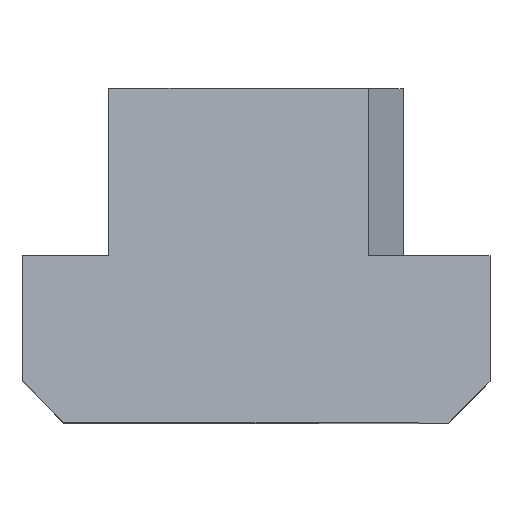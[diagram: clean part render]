
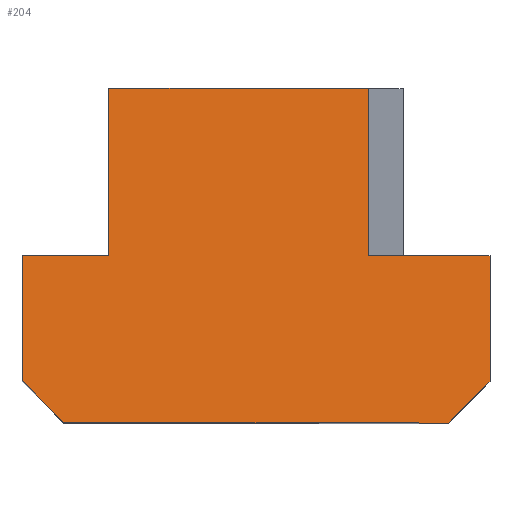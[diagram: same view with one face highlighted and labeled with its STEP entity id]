
A CAD part, top view. The second image highlights one B-rep face of the part: STEP entity #204.
In plain terms, the highlighted planar face has unit normal (0.574, 0, 0.819).
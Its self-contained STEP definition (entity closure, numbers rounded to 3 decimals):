
#100=VERTEX_POINT('',#265);
#108=VERTEX_POINT('',#273);
#116=VERTEX_POINT('',#282);
#124=EDGE_CURVE('',#108,#184,#292,.T.);
#128=EDGE_CURVE('',#184,#116,#296,.T.);
#134=EDGE_CURVE('',#154,#156,#302,.T.);
#138=VERTEX_POINT('',#306);
#144=VERTEX_POINT('',#313);
#146=EDGE_CURVE('',#192,#108,#315,.T.);
#148=EDGE_CURVE('',#144,#192,#317,.T.);
#154=VERTEX_POINT('',#323);
#156=VERTEX_POINT('',#325);
#164=EDGE_CURVE('',#100,#138,#334,.T.);
#182=EDGE_CURVE('',#116,#154,#354,.T.);
#184=VERTEX_POINT('',#356);
#186=VERTEX_POINT('',#358);
#192=VERTEX_POINT('',#364);
#194=EDGE_CURVE('',#156,#100,#366,.T.);
#200=EDGE_CURVE('',#186,#144,#372,.T.);
#204=ADVANCED_FACE('',(#376),#377,.F.);
#212=EDGE_CURVE('',#186,#138,#387,.T.);
#265=CARTESIAN_POINT('',(-8.8,10.0,16.905));
#273=CARTESIAN_POINT('',(11.5,-10.0,2.69));
#282=CARTESIAN_POINT('',(-14.0,-7.5,20.546));
#292=LINE('',#472,#473);
#296=LINE('',#480,#481);
#302=LINE('',#492,#493);
#306=CARTESIAN_POINT('',(6.718,10.0,6.039));
#313=CARTESIAN_POINT('',(14.0,0.0,0.94));
#315=LINE('',#507,#508);
#317=LINE('',#511,#512);
#323=CARTESIAN_POINT('',(-14.0,0.,20.546));
#325=CARTESIAN_POINT('',(-8.8,0.,16.905));
#334=LINE('',#538,#539);
#354=LINE('',#570,#571);
#356=CARTESIAN_POINT('',(-11.5,-10.0,18.795));
#358=CARTESIAN_POINT('',(6.718,0.0,6.039));
#364=CARTESIAN_POINT('',(14.0,-7.5,0.94));
#366=LINE('',#586,#587);
#372=LINE('',#598,#599);
#376=FACE_OUTER_BOUND('',#603,.T.);
#377=PLANE('',#604);
#387=LINE('',#615,#616);
#472=CARTESIAN_POINT('',(-7.537,-10.0,16.02));
#473=VECTOR('',#696,1.);
#480=CARTESIAN_POINT('',(-12.14,-9.36,19.243));
#481=VECTOR('',#698,1.0);
#492=CARTESIAN_POINT('',(-6.631,0.,15.386));
#493=VECTOR('',#701,1.);
#507=CARTESIAN_POINT('',(6.733,-14.767,6.028));
#508=VECTOR('',#710,1.0);
#511=CARTESIAN_POINT('',(14.0,-3.75,0.94));
#512=VECTOR('',#711,1.0);
#538=CARTESIAN_POINT('',(-0.726,10.0,11.251));
#539=VECTOR('',#724,1.);
#570=CARTESIAN_POINT('',(-14.0,0.,20.546));
#571=VECTOR('',#753,1.0);
#586=CARTESIAN_POINT('',(-8.8,5.0,16.905));
#587=VECTOR('',#755,1.0);
#598=CARTESIAN_POINT('',(1.019,0.,10.029));
#599=VECTOR('',#758,1.);
#603=EDGE_LOOP('',(#760,#761,#762,#763,#764,#765,#766,#767,#768,#769));
#604=AXIS2_PLACEMENT_3D('',#770,#771,#772);
#615=CARTESIAN_POINT('',(6.718,5.5,6.039));
#616=VECTOR('',#789,1.0);
#696=DIRECTION('',(-0.819,0.,0.574));
#698=DIRECTION('',(-0.634,0.634,0.444));
#701=DIRECTION('',(0.819,0.,-0.574));
#710=DIRECTION('',(-0.634,-0.634,0.444));
#711=DIRECTION('',(0.0,-1.0,0.));
#724=DIRECTION('',(0.819,0.,-0.574));
#753=DIRECTION('',(0.0,1.0,0.));
#755=DIRECTION('',(0.0,1.0,0.));
#758=DIRECTION('',(0.819,0.,-0.574));
#760=ORIENTED_EDGE('',*,*,#200,.F.);
#761=ORIENTED_EDGE('',*,*,#212,.T.);
#762=ORIENTED_EDGE('',*,*,#164,.F.);
#763=ORIENTED_EDGE('',*,*,#194,.F.);
#764=ORIENTED_EDGE('',*,*,#134,.F.);
#765=ORIENTED_EDGE('',*,*,#182,.F.);
#766=ORIENTED_EDGE('',*,*,#128,.F.);
#767=ORIENTED_EDGE('',*,*,#124,.F.);
#768=ORIENTED_EDGE('',*,*,#146,.F.);
#769=ORIENTED_EDGE('',*,*,#148,.F.);
#770=CARTESIAN_POINT('',(0.0,0.,10.743));
#771=DIRECTION('',(-0.574,0.,-0.819));
#772=DIRECTION('',(0.819,0.,-0.574));
#789=DIRECTION('',(0.,1.0,0.));
